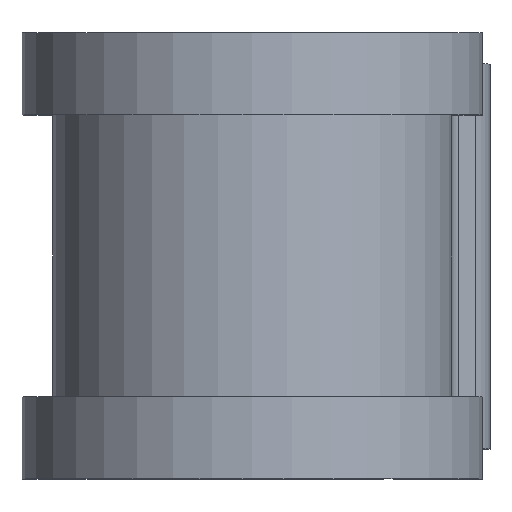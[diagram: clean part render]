
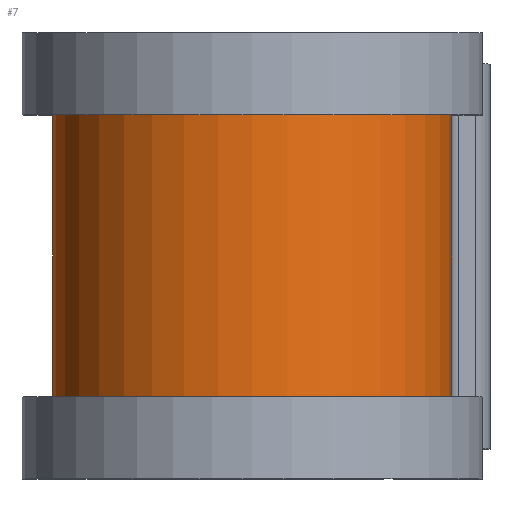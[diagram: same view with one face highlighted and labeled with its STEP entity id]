
A CAD part, top view. The second image highlights one B-rep face of the part: STEP entity #7.
In plain terms, the highlighted cylindrical face has radius 9.881 mm (diameter 19.761 mm), a partial arc.
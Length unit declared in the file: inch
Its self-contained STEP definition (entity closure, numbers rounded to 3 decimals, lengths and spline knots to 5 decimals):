
#7 = ADVANCED_FACE ( 'NONE', ( #1623 ), #307, .T. ) ;
#12 = VERTEX_POINT ( 'NONE', #1356 ) ;
#87 = CARTESIAN_POINT ( 'NONE',  ( 0., 0.275, -0.389 ) ) ;
#119 = CIRCLE ( 'NONE', #1633, 0.389 ) ;
#177 = AXIS2_PLACEMENT_3D ( 'NONE', #1001, #1201, #1188 ) ;
#221 = DIRECTION ( 'NONE',  ( 0., -1., 0. ) ) ;
#307 = CYLINDRICAL_SURFACE ( 'NONE', #177, 0.389 ) ;
#314 = DIRECTION ( 'NONE',  ( 0., -1., 0. ) ) ;
#473 = EDGE_CURVE ( 'NONE', #1420, #1467, #595, .T. ) ;
#554 = AXIS2_PLACEMENT_3D ( 'NONE', #1021, #314, #1197 ) ;
#595 = LINE ( 'NONE', #1083, #596 ) ;
#596 = VECTOR ( 'NONE', #1151, 39.37008 ) ;
#614 = DIRECTION ( 'NONE',  ( 0., 0., -1. ) ) ;
#625 = EDGE_CURVE ( 'NONE', #1467, #12, #119, .T. ) ;
#654 = DIRECTION ( 'NONE',  ( 0., -1., 0. ) ) ;
#670 = ORIENTED_EDGE ( 'NONE', *, *, #625, .F. ) ;
#872 = CARTESIAN_POINT ( 'NONE',  ( 0.389, -0.275, 0. ) ) ;
#913 = ORIENTED_EDGE ( 'NONE', *, *, #473, .F. ) ;
#938 = CIRCLE ( 'NONE', #554, 0.389 ) ;
#979 = VECTOR ( 'NONE', #221, 39.37008 ) ;
#1001 = CARTESIAN_POINT ( 'NONE',  ( 0., 0.375, 0. ) ) ;
#1021 = CARTESIAN_POINT ( 'NONE',  ( 0., 0.275, 0. ) ) ;
#1083 = CARTESIAN_POINT ( 'NONE',  ( 0.389, 0.375, 0. ) ) ;
#1097 = CARTESIAN_POINT ( 'NONE',  ( 0., 0.375, -0.389 ) ) ;
#1132 = LINE ( 'NONE', #1097, #979 ) ;
#1151 = DIRECTION ( 'NONE',  ( 0., -1., 0. ) ) ;
#1188 = DIRECTION ( 'NONE',  ( 0., 0., -1. ) ) ;
#1197 = DIRECTION ( 'NONE',  ( 0., 0., -1. ) ) ;
#1201 = DIRECTION ( 'NONE',  ( 0., -1., 0. ) ) ;
#1205 = EDGE_CURVE ( 'NONE', #1221, #12, #1132, .T. ) ;
#1221 = VERTEX_POINT ( 'NONE', #87 ) ;
#1229 = CARTESIAN_POINT ( 'NONE',  ( 0., -0.275, 0. ) ) ;
#1356 = CARTESIAN_POINT ( 'NONE',  ( 0., -0.275, -0.389 ) ) ;
#1420 = VERTEX_POINT ( 'NONE', #1456 ) ;
#1456 = CARTESIAN_POINT ( 'NONE',  ( 0.389, 0.275, 0. ) ) ;
#1467 = VERTEX_POINT ( 'NONE', #872 ) ;
#1554 = ORIENTED_EDGE ( 'NONE', *, *, #1205, .T. ) ;
#1613 = EDGE_LOOP ( 'NONE', ( #913, #1643, #1554, #670 ) ) ;
#1623 = FACE_OUTER_BOUND ( 'NONE', #1613, .T. ) ;
#1633 = AXIS2_PLACEMENT_3D ( 'NONE', #1229, #654, #614 ) ;
#1643 = ORIENTED_EDGE ( 'NONE', *, *, #1717, .T. ) ;
#1717 = EDGE_CURVE ( 'NONE', #1420, #1221, #938, .T. ) ;
